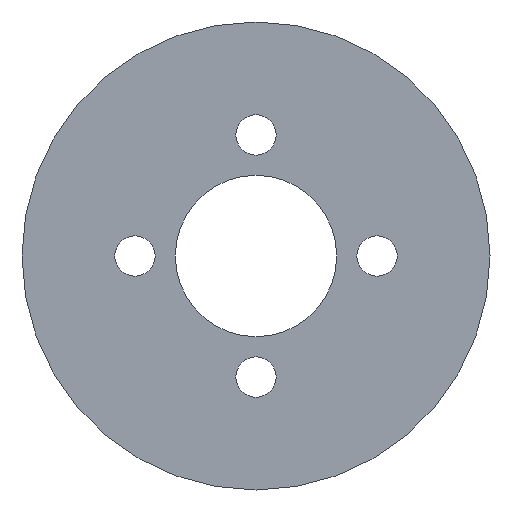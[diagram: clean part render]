
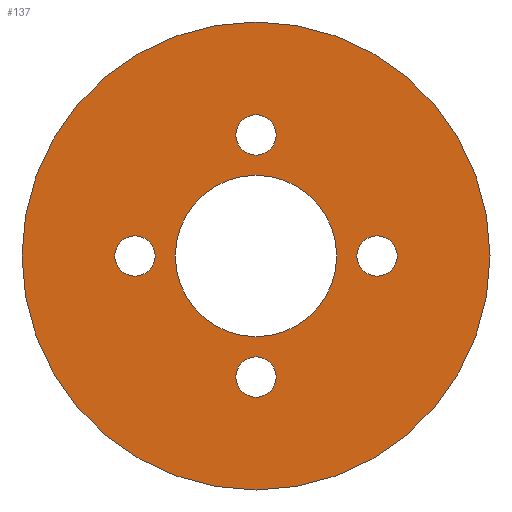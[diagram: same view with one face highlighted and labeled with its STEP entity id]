
A CAD part, front view. The second image highlights one B-rep face of the part: STEP entity #137.
In plain terms, the highlighted planar face has unit normal (0, -1, 0).
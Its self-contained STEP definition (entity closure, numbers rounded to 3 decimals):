
#19 = CARTESIAN_POINT ( 'NONE',  ( 0., 0., -7.5 ) ) ;
#29 = CARTESIAN_POINT ( 'NONE',  ( -7.5, 0., 0. ) ) ;
#32 = VERTEX_POINT ( 'NONE', #320 ) ;
#35 = CIRCLE ( 'NONE', #538, 1.25 ) ;
#55 = DIRECTION ( 'NONE',  ( 0., 1., 0. ) ) ;
#57 = AXIS2_PLACEMENT_3D ( 'NONE', #89, #166, #753 ) ;
#71 = CARTESIAN_POINT ( 'NONE',  ( 0., 0., 0. ) ) ;
#83 = EDGE_CURVE ( 'NONE', #487, #114, #349, .T. ) ;
#84 = DIRECTION ( 'NONE',  ( 0., 1., 0. ) ) ;
#89 = CARTESIAN_POINT ( 'NONE',  ( 0., 0., 0. ) ) ;
#95 = ORIENTED_EDGE ( 'NONE', *, *, #519, .T. ) ;
#110 = AXIS2_PLACEMENT_3D ( 'NONE', #19, #321, #399 ) ;
#114 = VERTEX_POINT ( 'NONE', #642 ) ;
#116 = CARTESIAN_POINT ( 'NONE',  ( 7.5, 0., 0. ) ) ;
#137 = ADVANCED_FACE ( 'NONE', ( #482, #856, #688, #666, #274, #865 ), #458, .F. ) ;
#139 = VERTEX_POINT ( 'NONE', #225 ) ;
#143 = AXIS2_PLACEMENT_3D ( 'NONE', #312, #472, #817 ) ;
#155 = AXIS2_PLACEMENT_3D ( 'NONE', #116, #55, #570 ) ;
#166 = DIRECTION ( 'NONE',  ( 0., 1., 0. ) ) ;
#179 = VERTEX_POINT ( 'NONE', #198 ) ;
#184 = EDGE_LOOP ( 'NONE', ( #722, #910 ) ) ;
#197 = CIRCLE ( 'NONE', #919, 5. ) ;
#198 = CARTESIAN_POINT ( 'NONE',  ( 0., 0., 6.25 ) ) ;
#205 = CIRCLE ( 'NONE', #759, 1.25 ) ;
#217 = DIRECTION ( 'NONE',  ( 0., 0., 1. ) ) ;
#225 = CARTESIAN_POINT ( 'NONE',  ( -7.5, 0., -1.25 ) ) ;
#243 = ORIENTED_EDGE ( 'NONE', *, *, #426, .T. ) ;
#245 = AXIS2_PLACEMENT_3D ( 'NONE', #775, #923, #839 ) ;
#252 = VERTEX_POINT ( 'NONE', #671 ) ;
#254 = CARTESIAN_POINT ( 'NONE',  ( -7.5, 0., 1.25 ) ) ;
#258 = CARTESIAN_POINT ( 'NONE',  ( 0., 0., -14.5 ) ) ;
#259 = EDGE_CURVE ( 'NONE', #480, #32, #197, .T. ) ;
#271 = EDGE_CURVE ( 'NONE', #500, #895, #827, .T. ) ;
#274 = FACE_OUTER_BOUND ( 'NONE', #774, .T. ) ;
#287 = DIRECTION ( 'NONE',  ( 0., 1., 0. ) ) ;
#291 = EDGE_CURVE ( 'NONE', #32, #480, #633, .T. ) ;
#295 = DIRECTION ( 'NONE',  ( 0., 0., 1. ) ) ;
#310 = CARTESIAN_POINT ( 'NONE',  ( 7.5, 0., -1.25 ) ) ;
#312 = CARTESIAN_POINT ( 'NONE',  ( 0., 0., 0. ) ) ;
#318 = CARTESIAN_POINT ( 'NONE',  ( 0., 0., 0. ) ) ;
#320 = CARTESIAN_POINT ( 'NONE',  ( 0., 0., -5. ) ) ;
#321 = DIRECTION ( 'NONE',  ( 0., 1., 0. ) ) ;
#327 = CARTESIAN_POINT ( 'NONE',  ( 0., 0., -6.25 ) ) ;
#330 = EDGE_CURVE ( 'NONE', #895, #500, #422, .T. ) ;
#334 = DIRECTION ( 'NONE',  ( 0., 0., 1. ) ) ;
#340 = CARTESIAN_POINT ( 'NONE',  ( -7.5, 0., 0. ) ) ;
#349 = CIRCLE ( 'NONE', #565, 14.5 ) ;
#352 = EDGE_CURVE ( 'NONE', #252, #179, #362, .T. ) ;
#362 = CIRCLE ( 'NONE', #416, 1.25 ) ;
#364 = AXIS2_PLACEMENT_3D ( 'NONE', #814, #656, #217 ) ;
#366 = DIRECTION ( 'NONE',  ( 0., 1., 0. ) ) ;
#369 = ORIENTED_EDGE ( 'NONE', *, *, #271, .T. ) ;
#374 = ORIENTED_EDGE ( 'NONE', *, *, #330, .T. ) ;
#389 = DIRECTION ( 'NONE',  ( 0., 0., 1. ) ) ;
#399 = DIRECTION ( 'NONE',  ( 0., 0., 1. ) ) ;
#406 = EDGE_CURVE ( 'NONE', #114, #487, #537, .T. ) ;
#413 = DIRECTION ( 'NONE',  ( 0., 1., 0. ) ) ;
#416 = AXIS2_PLACEMENT_3D ( 'NONE', #675, #760, #389 ) ;
#417 = EDGE_LOOP ( 'NONE', ( #708, #876 ) ) ;
#422 = CIRCLE ( 'NONE', #110, 1.25 ) ;
#426 = EDGE_CURVE ( 'NONE', #525, #139, #205, .T. ) ;
#440 = ORIENTED_EDGE ( 'NONE', *, *, #352, .T. ) ;
#450 = CARTESIAN_POINT ( 'NONE',  ( 0., 0., -8.75 ) ) ;
#458 = PLANE ( 'NONE',  #670 ) ;
#470 = ORIENTED_EDGE ( 'NONE', *, *, #484, .T. ) ;
#472 = DIRECTION ( 'NONE',  ( 0., 1., 0. ) ) ;
#480 = VERTEX_POINT ( 'NONE', #834 ) ;
#482 = FACE_BOUND ( 'NONE', #855, .T. ) ;
#484 = EDGE_CURVE ( 'NONE', #179, #252, #864, .T. ) ;
#487 = VERTEX_POINT ( 'NONE', #258 ) ;
#500 = VERTEX_POINT ( 'NONE', #327 ) ;
#518 = DIRECTION ( 'NONE',  ( 0., 0., 1. ) ) ;
#519 = EDGE_CURVE ( 'NONE', #139, #525, #579, .T. ) ;
#525 = VERTEX_POINT ( 'NONE', #254 ) ;
#537 = CIRCLE ( 'NONE', #57, 14.5 ) ;
#538 = AXIS2_PLACEMENT_3D ( 'NONE', #938, #287, #795 ) ;
#544 = EDGE_LOOP ( 'NONE', ( #440, #470 ) ) ;
#549 = DIRECTION ( 'NONE',  ( 0., 1., 0. ) ) ;
#565 = AXIS2_PLACEMENT_3D ( 'NONE', #318, #84, #780 ) ;
#570 = DIRECTION ( 'NONE',  ( 0., 0., 1. ) ) ;
#579 = CIRCLE ( 'NONE', #840, 1.25 ) ;
#628 = EDGE_CURVE ( 'NONE', #668, #900, #35, .T. ) ;
#633 = CIRCLE ( 'NONE', #143, 5. ) ;
#635 = EDGE_CURVE ( 'NONE', #900, #668, #905, .T. ) ;
#642 = CARTESIAN_POINT ( 'NONE',  ( 0., 0., 14.5 ) ) ;
#656 = DIRECTION ( 'NONE',  ( 0., 1., 0. ) ) ;
#664 = DIRECTION ( 'NONE',  ( 0., 1., 0. ) ) ;
#666 = FACE_BOUND ( 'NONE', #861, .T. ) ;
#668 = VERTEX_POINT ( 'NONE', #808 ) ;
#670 = AXIS2_PLACEMENT_3D ( 'NONE', #883, #366, #518 ) ;
#671 = CARTESIAN_POINT ( 'NONE',  ( 0., 0., 8.75 ) ) ;
#675 = CARTESIAN_POINT ( 'NONE',  ( 0., 0., 7.5 ) ) ;
#688 = FACE_BOUND ( 'NONE', #544, .T. ) ;
#708 = ORIENTED_EDGE ( 'NONE', *, *, #291, .T. ) ;
#722 = ORIENTED_EDGE ( 'NONE', *, *, #628, .T. ) ;
#753 = DIRECTION ( 'NONE',  ( 0., 0., 1. ) ) ;
#759 = AXIS2_PLACEMENT_3D ( 'NONE', #29, #413, #334 ) ;
#760 = DIRECTION ( 'NONE',  ( 0., 1., 0. ) ) ;
#774 = EDGE_LOOP ( 'NONE', ( #939, #783 ) ) ;
#775 = CARTESIAN_POINT ( 'NONE',  ( 0., 0., 7.5 ) ) ;
#780 = DIRECTION ( 'NONE',  ( 0., 0., 1. ) ) ;
#783 = ORIENTED_EDGE ( 'NONE', *, *, #406, .F. ) ;
#795 = DIRECTION ( 'NONE',  ( 0., 0., 1. ) ) ;
#808 = CARTESIAN_POINT ( 'NONE',  ( 7.5, 0., 1.25 ) ) ;
#814 = CARTESIAN_POINT ( 'NONE',  ( 0., 0., -7.5 ) ) ;
#817 = DIRECTION ( 'NONE',  ( 0., 0., 1. ) ) ;
#827 = CIRCLE ( 'NONE', #364, 1.25 ) ;
#834 = CARTESIAN_POINT ( 'NONE',  ( 0., 0., 5. ) ) ;
#839 = DIRECTION ( 'NONE',  ( 0., 0., 1. ) ) ;
#840 = AXIS2_PLACEMENT_3D ( 'NONE', #340, #549, #841 ) ;
#841 = DIRECTION ( 'NONE',  ( 0., 0., 1. ) ) ;
#855 = EDGE_LOOP ( 'NONE', ( #369, #374 ) ) ;
#856 = FACE_BOUND ( 'NONE', #184, .T. ) ;
#861 = EDGE_LOOP ( 'NONE', ( #243, #95 ) ) ;
#864 = CIRCLE ( 'NONE', #245, 1.25 ) ;
#865 = FACE_BOUND ( 'NONE', #417, .T. ) ;
#876 = ORIENTED_EDGE ( 'NONE', *, *, #259, .T. ) ;
#883 = CARTESIAN_POINT ( 'NONE',  ( 0., 0., 0. ) ) ;
#895 = VERTEX_POINT ( 'NONE', #450 ) ;
#900 = VERTEX_POINT ( 'NONE', #310 ) ;
#905 = CIRCLE ( 'NONE', #155, 1.25 ) ;
#910 = ORIENTED_EDGE ( 'NONE', *, *, #635, .T. ) ;
#919 = AXIS2_PLACEMENT_3D ( 'NONE', #71, #664, #295 ) ;
#923 = DIRECTION ( 'NONE',  ( 0., 1., 0. ) ) ;
#938 = CARTESIAN_POINT ( 'NONE',  ( 7.5, 0., 0. ) ) ;
#939 = ORIENTED_EDGE ( 'NONE', *, *, #83, .F. ) ;
